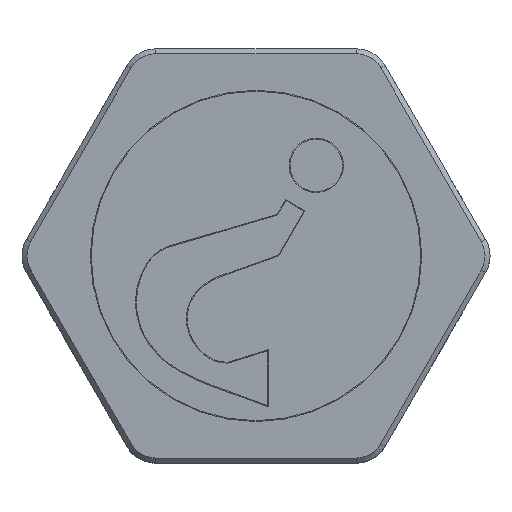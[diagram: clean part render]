
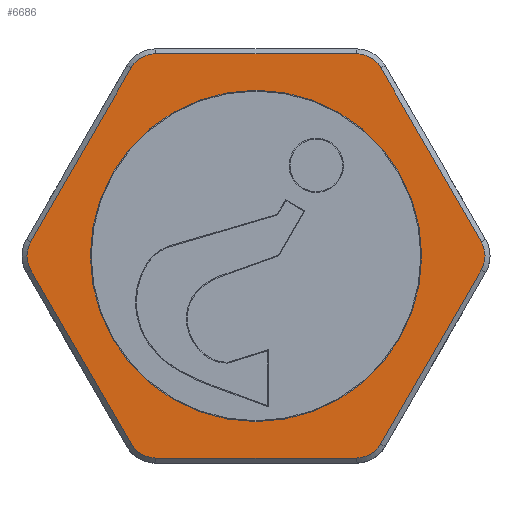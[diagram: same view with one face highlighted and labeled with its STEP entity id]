
A CAD part, top view. The second image highlights one B-rep face of the part: STEP entity #6686.
In plain terms, the highlighted planar face has unit normal (0, 0, 1).
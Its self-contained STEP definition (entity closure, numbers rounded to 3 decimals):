
#89=FACE_BOUND('',#1502,.T.);
#716=CIRCLE('',#7152,20.);
#758=CIRCLE('',#7233,3.4);
#760=CIRCLE('',#7237,3.4);
#762=CIRCLE('',#7241,3.4);
#764=CIRCLE('',#7245,3.4);
#766=CIRCLE('',#7249,3.4);
#768=CIRCLE('',#7253,3.4);
#1109=FACE_OUTER_BOUND('',#1501,.T.);
#1501=EDGE_LOOP('',(#5921,#5922,#5923,#5924,#5925,#5926,#5927,#5928,#5929,
#5930,#5931,#5932));
#1502=EDGE_LOOP('',(#5933));
#1990=LINE('',#13777,#2478);
#1994=LINE('',#13789,#2482);
#1997=LINE('',#13798,#2485);
#2000=LINE('',#13807,#2488);
#2004=LINE('',#13819,#2492);
#2008=LINE('',#13831,#2496);
#2478=VECTOR('',#8666,10.);
#2482=VECTOR('',#8678,10.);
#2485=VECTOR('',#8689,10.);
#2488=VECTOR('',#8700,10.);
#2492=VECTOR('',#8712,10.);
#2496=VECTOR('',#8724,10.);
#2982=VERTEX_POINT('',#12313);
#3076=VERTEX_POINT('',#13770);
#3079=VERTEX_POINT('',#13775);
#3080=VERTEX_POINT('',#13779);
#3082=VERTEX_POINT('',#13785);
#3084=VERTEX_POINT('',#13791);
#3085=VERTEX_POINT('',#13796);
#3086=VERTEX_POINT('',#13800);
#3087=VERTEX_POINT('',#13805);
#3088=VERTEX_POINT('',#13809);
#3090=VERTEX_POINT('',#13815);
#3092=VERTEX_POINT('',#13821);
#3094=VERTEX_POINT('',#13827);
#3880=EDGE_CURVE('',#2982,#2982,#716,.T.);
#4024=EDGE_CURVE('',#3079,#3076,#1990,.T.);
#4027=EDGE_CURVE('',#3076,#3080,#758,.T.);
#4030=EDGE_CURVE('',#3080,#3082,#1994,.T.);
#4033=EDGE_CURVE('',#3082,#3084,#760,.T.);
#4035=EDGE_CURVE('',#3084,#3085,#1997,.T.);
#4038=EDGE_CURVE('',#3085,#3086,#762,.T.);
#4040=EDGE_CURVE('',#3086,#3087,#2000,.T.);
#4043=EDGE_CURVE('',#3087,#3088,#764,.T.);
#4046=EDGE_CURVE('',#3088,#3090,#2004,.T.);
#4049=EDGE_CURVE('',#3090,#3092,#766,.T.);
#4052=EDGE_CURVE('',#3092,#3094,#2008,.T.);
#4054=EDGE_CURVE('',#3094,#3079,#768,.T.);
#5921=ORIENTED_EDGE('',*,*,#4024,.F.);
#5922=ORIENTED_EDGE('',*,*,#4054,.F.);
#5923=ORIENTED_EDGE('',*,*,#4052,.F.);
#5924=ORIENTED_EDGE('',*,*,#4049,.F.);
#5925=ORIENTED_EDGE('',*,*,#4046,.F.);
#5926=ORIENTED_EDGE('',*,*,#4043,.F.);
#5927=ORIENTED_EDGE('',*,*,#4040,.F.);
#5928=ORIENTED_EDGE('',*,*,#4038,.F.);
#5929=ORIENTED_EDGE('',*,*,#4035,.F.);
#5930=ORIENTED_EDGE('',*,*,#4033,.F.);
#5931=ORIENTED_EDGE('',*,*,#4030,.F.);
#5932=ORIENTED_EDGE('',*,*,#4027,.F.);
#5933=ORIENTED_EDGE('',*,*,#3880,.T.);
#6333=PLANE('',#7260);
#6686=ADVANCED_FACE('',(#1109,#89),#6333,.T.);
#7152=AXIS2_PLACEMENT_3D('',#12314,#8471,#8472);
#7233=AXIS2_PLACEMENT_3D('',#13783,#8672,#8673);
#7237=AXIS2_PLACEMENT_3D('',#13794,#8684,#8685);
#7241=AXIS2_PLACEMENT_3D('',#13803,#8695,#8696);
#7245=AXIS2_PLACEMENT_3D('',#13813,#8706,#8707);
#7249=AXIS2_PLACEMENT_3D('',#13825,#8718,#8719);
#7253=AXIS2_PLACEMENT_3D('',#13834,#8729,#8730);
#7260=AXIS2_PLACEMENT_3D('',#13847,#8749,#8750);
#8471=DIRECTION('center_axis',(0.,0.,-1.));
#8472=DIRECTION('ref_axis',(-1.,0.,0.));
#8666=DIRECTION('',(-0.5,-0.866,0.));
#8672=DIRECTION('center_axis',(0.,0.,-1.));
#8673=DIRECTION('ref_axis',(0.5,-0.866,0.));
#8678=DIRECTION('',(-1.,0.,0.));
#8684=DIRECTION('center_axis',(0.,0.,-1.));
#8685=DIRECTION('ref_axis',(-0.5,-0.866,0.));
#8689=DIRECTION('',(-0.5,0.866,0.));
#8695=DIRECTION('center_axis',(0.,0.,-1.));
#8696=DIRECTION('ref_axis',(-1.,0.,0.));
#8700=DIRECTION('',(0.5,0.866,0.));
#8706=DIRECTION('center_axis',(0.,0.,-1.));
#8707=DIRECTION('ref_axis',(-0.5,0.866,0.));
#8712=DIRECTION('',(1.,0.,0.));
#8718=DIRECTION('center_axis',(0.,0.,-1.));
#8719=DIRECTION('ref_axis',(0.5,0.866,0.));
#8724=DIRECTION('',(0.5,-0.866,0.));
#8729=DIRECTION('center_axis',(0.,0.,-1.));
#8730=DIRECTION('ref_axis',(1.,0.,0.));
#8749=DIRECTION('center_axis',(0.,0.,1.));
#8750=DIRECTION('ref_axis',(1.,0.,0.));
#12313=CARTESIAN_POINT('',(20.,0.,12.8));
#12314=CARTESIAN_POINT('Origin',(0.,0.,12.8));
#13770=CARTESIAN_POINT('',(15.069,-22.7,12.8));
#13775=CARTESIAN_POINT('',(27.193,-1.7,12.8));
#13777=CARTESIAN_POINT('',(18.1,-17.45,12.8));
#13779=CARTESIAN_POINT('',(12.124,-24.4,12.8));
#13783=CARTESIAN_POINT('Origin',(12.124,-21.,12.8));
#13785=CARTESIAN_POINT('',(-12.124,-24.4,12.8));
#13789=CARTESIAN_POINT('',(-6.062,-24.4,12.8));
#13791=CARTESIAN_POINT('',(-15.069,-22.7,12.8));
#13794=CARTESIAN_POINT('Origin',(-12.124,-21.,12.8));
#13796=CARTESIAN_POINT('',(-27.193,-1.7,12.8));
#13798=CARTESIAN_POINT('',(-24.162,-6.95,12.8));
#13800=CARTESIAN_POINT('',(-27.193,1.7,12.8));
#13803=CARTESIAN_POINT('Origin',(-24.249,0.,
12.8));
#13805=CARTESIAN_POINT('',(-15.069,22.7,12.8));
#13807=CARTESIAN_POINT('',(-18.1,17.45,12.8));
#13809=CARTESIAN_POINT('',(-12.124,24.4,12.8));
#13813=CARTESIAN_POINT('Origin',(-12.124,21.,12.8));
#13815=CARTESIAN_POINT('',(12.124,24.4,12.8));
#13819=CARTESIAN_POINT('',(6.062,24.4,12.8));
#13821=CARTESIAN_POINT('',(15.069,22.7,12.8));
#13825=CARTESIAN_POINT('Origin',(12.124,21.,12.8));
#13827=CARTESIAN_POINT('',(27.193,1.7,12.8));
#13831=CARTESIAN_POINT('',(24.162,6.95,12.8));
#13834=CARTESIAN_POINT('Origin',(24.249,0.,
12.8));
#13847=CARTESIAN_POINT('Origin',(0.,0.,
12.8));
